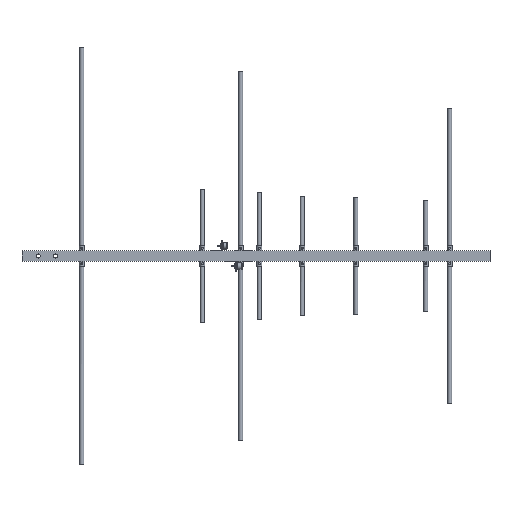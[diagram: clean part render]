
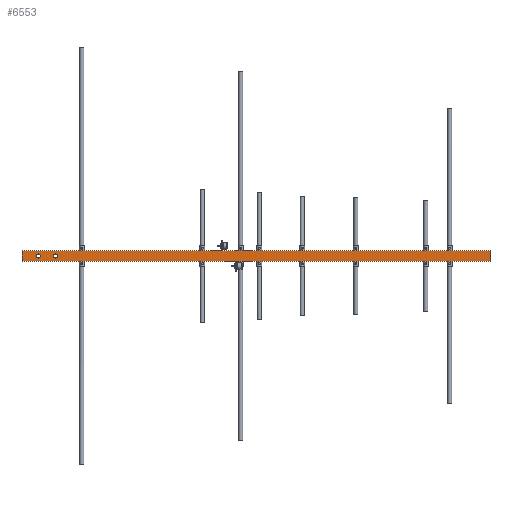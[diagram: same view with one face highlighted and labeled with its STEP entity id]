
A CAD part, front view. The second image highlights one B-rep face of the part: STEP entity #6553.
In plain terms, the highlighted planar face has unit normal (0, -1, 0).
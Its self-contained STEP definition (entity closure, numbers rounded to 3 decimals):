
#173=FACE_BOUND('',#1058,.T.);
#174=FACE_BOUND('',#1059,.T.);
#437=PLANE('',#7078);
#668=FACE_OUTER_BOUND('',#1057,.T.);
#1057=EDGE_LOOP('',(#5177,#5178,#5179,#5180));
#1058=EDGE_LOOP('',(#5181));
#1059=EDGE_LOOP('',(#5182));
#1881=LINE('',#11664,#2238);
#1897=LINE('',#11695,#2254);
#1898=LINE('',#11698,#2255);
#1899=LINE('',#11699,#2256);
#2238=VECTOR('',#8115,10.);
#2254=VECTOR('',#8141,10.);
#2255=VECTOR('',#8144,10.);
#2256=VECTOR('',#8145,10.);
#2572=CIRCLE('',#6990,5.);
#2574=CIRCLE('',#6993,5.);
#2944=VERTEX_POINT('',#11492);
#2946=VERTEX_POINT('',#11498);
#3001=VERTEX_POINT('',#11661);
#3002=VERTEX_POINT('',#11663);
#3012=VERTEX_POINT('',#11693);
#3013=VERTEX_POINT('',#11697);
#3727=EDGE_CURVE('',#2944,#2944,#2572,.T.);
#3730=EDGE_CURVE('',#2946,#2946,#2574,.T.);
#3811=EDGE_CURVE('',#3001,#3002,#1881,.T.);
#3827=EDGE_CURVE('',#3001,#3012,#1897,.T.);
#3828=EDGE_CURVE('',#3013,#3012,#1898,.T.);
#3829=EDGE_CURVE('',#3002,#3013,#1899,.T.);
#5177=ORIENTED_EDGE('',*,*,#3827,.T.);
#5178=ORIENTED_EDGE('',*,*,#3828,.F.);
#5179=ORIENTED_EDGE('',*,*,#3829,.F.);
#5180=ORIENTED_EDGE('',*,*,#3811,.F.);
#5181=ORIENTED_EDGE('',*,*,#3727,.T.);
#5182=ORIENTED_EDGE('',*,*,#3730,.T.);
#6553=ADVANCED_FACE('',(#668,#173,#174),#437,.T.);
#6990=AXIS2_PLACEMENT_3D('',#11494,#7920,#7921);
#6993=AXIS2_PLACEMENT_3D('',#11500,#7927,#7928);
#7078=AXIS2_PLACEMENT_3D('',#11696,#8142,#8143);
#7920=DIRECTION('center_axis',(0.,1.,0.));
#7921=DIRECTION('ref_axis',(-1.,0.,0.));
#7927=DIRECTION('center_axis',(0.,1.,0.));
#7928=DIRECTION('ref_axis',(-1.,0.,0.));
#8115=DIRECTION('',(0.,0.,1.));
#8141=DIRECTION('',(1.,0.,0.));
#8142=DIRECTION('center_axis',(0.,-1.,0.));
#8143=DIRECTION('ref_axis',(0.,0.,-1.));
#8144=DIRECTION('',(0.,0.,-1.));
#8145=DIRECTION('',(1.,0.,0.));
#11492=CARTESIAN_POINT('',(-534.25,-12.7,0.));
#11494=CARTESIAN_POINT('Origin',(-539.25,-12.7,0.));
#11498=CARTESIAN_POINT('',(-491.25,-12.7,0.));
#11500=CARTESIAN_POINT('Origin',(-496.25,-12.7,0.));
#11661=CARTESIAN_POINT('',(-579.25,-12.7,-12.7));
#11663=CARTESIAN_POINT('',(-579.25,-12.7,12.7));
#11664=CARTESIAN_POINT('',(-579.25,-12.7,-12.7));
#11693=CARTESIAN_POINT('',(579.25,-12.7,-12.7));
#11695=CARTESIAN_POINT('',(0.,-12.7,-12.7));
#11696=CARTESIAN_POINT('Origin',(0.,-12.7,12.7));
#11697=CARTESIAN_POINT('',(579.25,-12.7,12.7));
#11698=CARTESIAN_POINT('',(579.25,-12.7,-12.7));
#11699=CARTESIAN_POINT('',(0.,-12.7,12.7));
